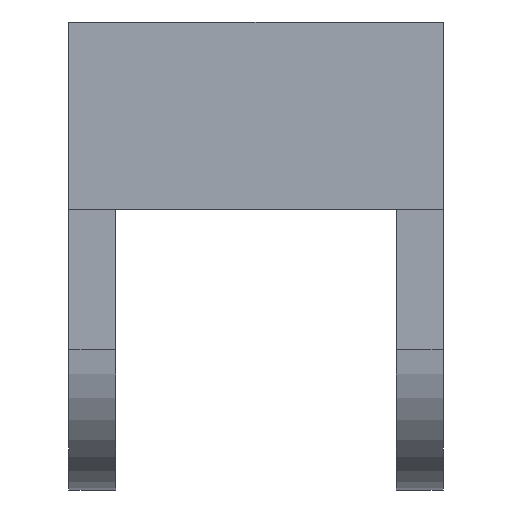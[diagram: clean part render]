
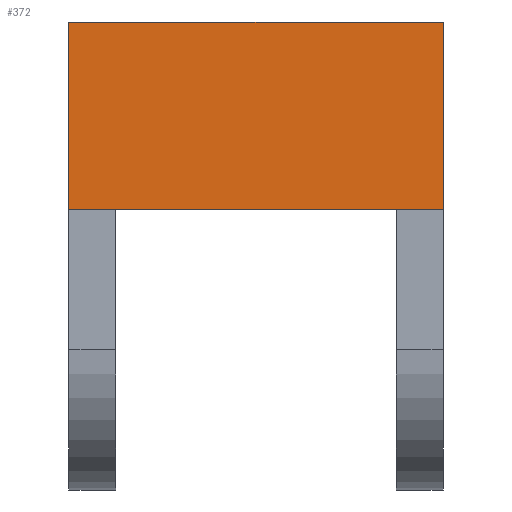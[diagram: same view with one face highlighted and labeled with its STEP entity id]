
A CAD part, front view. The second image highlights one B-rep face of the part: STEP entity #372.
In plain terms, the highlighted planar face has unit normal (0, -1, 0).
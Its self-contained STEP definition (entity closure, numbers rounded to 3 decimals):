
#48=FACE_OUTER_BOUND('',#70,.T.);
#70=EDGE_LOOP('',(#319,#320,#321,#322));
#102=LINE('',#594,#144);
#114=LINE('',#616,#156);
#115=LINE('',#618,#157);
#116=LINE('',#619,#158);
#144=VECTOR('',#491,10.);
#156=VECTOR('',#511,10.);
#157=VECTOR('',#514,10.);
#158=VECTOR('',#515,10.);
#182=VERTEX_POINT('',#590);
#184=VERTEX_POINT('',#593);
#189=VERTEX_POINT('',#612);
#190=VERTEX_POINT('',#614);
#226=EDGE_CURVE('',#182,#184,#102,.T.);
#238=EDGE_CURVE('',#189,#190,#114,.T.);
#239=EDGE_CURVE('',#182,#189,#115,.T.);
#240=EDGE_CURVE('',#184,#190,#116,.T.);
#319=ORIENTED_EDGE('',*,*,#239,.T.);
#320=ORIENTED_EDGE('',*,*,#238,.T.);
#321=ORIENTED_EDGE('',*,*,#240,.F.);
#322=ORIENTED_EDGE('',*,*,#226,.F.);
#353=PLANE('',#419);
#372=ADVANCED_FACE('',(#48),#353,.T.);
#419=AXIS2_PLACEMENT_3D('',#617,#512,#513);
#491=DIRECTION('',(1.,0.,0.));
#511=DIRECTION('',(1.,0.,0.));
#512=DIRECTION('center_axis',(0.,-1.,0.));
#513=DIRECTION('ref_axis',(0.,0.,-1.));
#514=DIRECTION('',(0.,0.,-1.));
#515=DIRECTION('',(0.,0.,-1.));
#590=CARTESIAN_POINT('',(0.,0.,0.));
#593=CARTESIAN_POINT('',(400.,0.,0.));
#594=CARTESIAN_POINT('',(0.,0.,0.));
#612=CARTESIAN_POINT('',(0.,0.,-200.));
#614=CARTESIAN_POINT('',(400.,0.,-200.));
#616=CARTESIAN_POINT('',(0.,0.,-200.));
#617=CARTESIAN_POINT('Origin',(0.,0.,0.));
#618=CARTESIAN_POINT('',(0.,0.,0.));
#619=CARTESIAN_POINT('',(400.,0.,0.));
